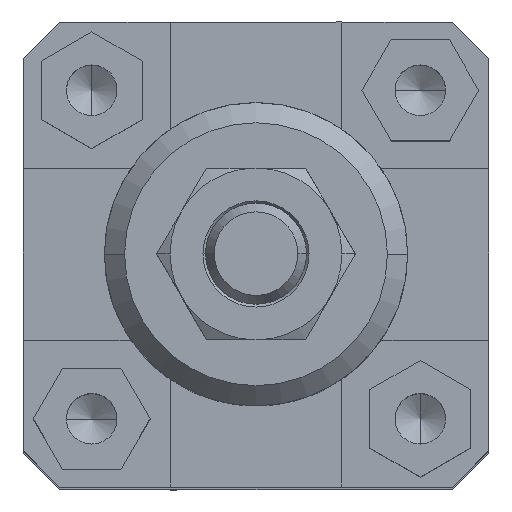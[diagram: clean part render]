
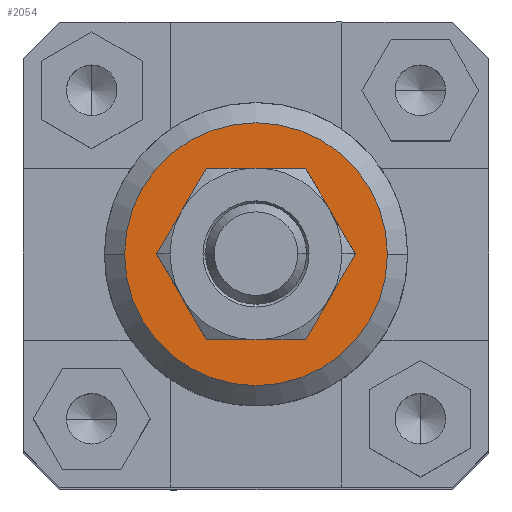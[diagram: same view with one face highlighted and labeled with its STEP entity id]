
A CAD part, top view. The second image highlights one B-rep face of the part: STEP entity #2054.
In plain terms, the highlighted planar face has unit normal (0, 0, 1).
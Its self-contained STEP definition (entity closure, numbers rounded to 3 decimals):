
#746=CARTESIAN_POINT('',(-6.,0.,100.5));
#747=VERTEX_POINT('',#746);
#763=CARTESIAN_POINT('',(6.,0.,100.5));
#764=VERTEX_POINT('',#763);
#771=CARTESIAN_POINT('',(0.0,0.0,100.5));
#772=DIRECTION('',(0.0,0.0,-1.0));
#773=DIRECTION('',(-1.0,0.0,0.0));
#774=AXIS2_PLACEMENT_3D('',#771,#772,#773);
#775=CIRCLE('',#774,6.);
#776=EDGE_CURVE('',#747,#764,#775,.T.);
#1930=CARTESIAN_POINT('',(-13.0,0.,100.5));
#1931=VERTEX_POINT('',#1930);
#1938=CARTESIAN_POINT('',(13.0,0.,100.5));
#1939=VERTEX_POINT('',#1938);
#1940=CARTESIAN_POINT('',(0.0,0.0,100.5));
#1941=DIRECTION('',(0.0,0.0,-1.0));
#1942=DIRECTION('',(-1.0,0.0,0.0));
#1943=AXIS2_PLACEMENT_3D('',#1940,#1941,#1942);
#1944=CIRCLE('',#1943,13.0);
#1945=EDGE_CURVE('',#1931,#1939,#1944,.T.);
#1971=CARTESIAN_POINT('',(0.0,0.0,100.5));
#1972=DIRECTION('',(0.0,0.0,-1.0));
#1973=DIRECTION('',(-1.0,0.0,0.0));
#1974=AXIS2_PLACEMENT_3D('',#1971,#1972,#1973);
#1975=CIRCLE('',#1974,13.0);
#1976=EDGE_CURVE('',#1939,#1931,#1975,.T.);
#2035=CARTESIAN_POINT('',(0.0,0.0,100.5));
#2036=DIRECTION('',(0.0,0.0,-1.0));
#2037=DIRECTION('',(-1.0,0.0,0.0));
#2038=AXIS2_PLACEMENT_3D('',#2035,#2036,#2037);
#2039=PLANE('',#2038);
#2040=ORIENTED_EDGE('',*,*,#1976,.F.);
#2041=ORIENTED_EDGE('',*,*,#1945,.F.);
#2042=EDGE_LOOP('',(#2040,#2041));
#2043=FACE_OUTER_BOUND('',#2042,.T.);
#2044=CARTESIAN_POINT('',(0.0,0.0,100.5));
#2045=DIRECTION('',(0.0,0.0,-1.0));
#2046=DIRECTION('',(-1.0,0.0,0.0));
#2047=AXIS2_PLACEMENT_3D('',#2044,#2045,#2046);
#2048=CIRCLE('',#2047,6.);
#2049=EDGE_CURVE('',#764,#747,#2048,.T.);
#2050=ORIENTED_EDGE('',*,*,#2049,.T.);
#2051=ORIENTED_EDGE('',*,*,#776,.T.);
#2052=EDGE_LOOP('',(#2050,#2051));
#2053=FACE_BOUND('',#2052,.T.);
#2054=ADVANCED_FACE('',(#2043,#2053),#2039,.F.);
